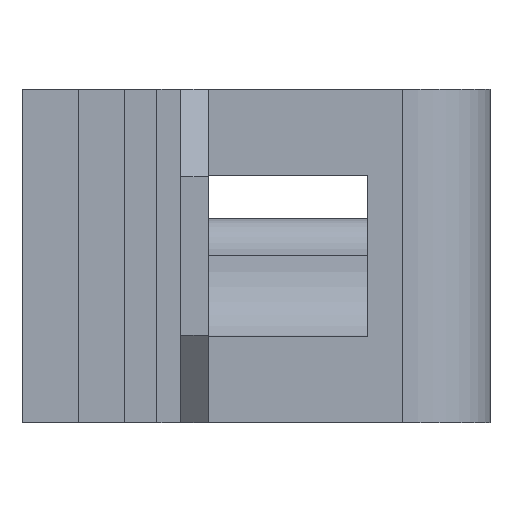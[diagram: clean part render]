
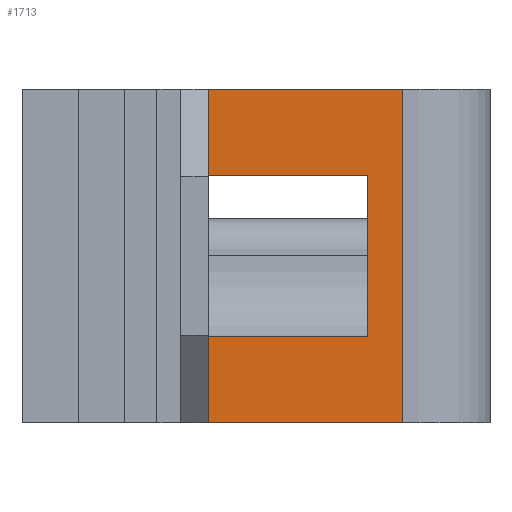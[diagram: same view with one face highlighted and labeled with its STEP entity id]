
A CAD part, front view. The second image highlights one B-rep face of the part: STEP entity #1713.
In plain terms, the highlighted planar face has unit normal (0, -1, 0).
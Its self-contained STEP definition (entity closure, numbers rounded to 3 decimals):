
#32 = PLANE('',#33);
#33 = AXIS2_PLACEMENT_3D('',#34,#35,#36);
#34 = CARTESIAN_POINT('',(-18.554,11.515,
    0.));
#35 = DIRECTION('',(0.,0.,-1.));
#36 = DIRECTION('',(0.,-1.,0.));
#141 = VERTEX_POINT('',#142);
#142 = CARTESIAN_POINT('',(0.,-11.,0.));
#157 = CYLINDRICAL_SURFACE('',#158,11.);
#158 = AXIS2_PLACEMENT_3D('',#159,#160,#161);
#159 = CARTESIAN_POINT('',(0.,0.,0.));
#160 = DIRECTION('',(0.,0.,-1.));
#161 = DIRECTION('',(1.,0.,0.));
#169 = EDGE_CURVE('',#141,#170,#172,.T.);
#170 = VERTEX_POINT('',#171);
#171 = CARTESIAN_POINT('',(-24.5,-11.,0.));
#172 = SURFACE_CURVE('',#173,(#177,#184),.PCURVE_S1.);
#173 = LINE('',#174,#175);
#174 = CARTESIAN_POINT('',(0.,-11.,0.));
#175 = VECTOR('',#176,1.);
#176 = DIRECTION('',(-1.,-0.,0.));
#177 = PCURVE('',#32,#178);
#178 = DEFINITIONAL_REPRESENTATION('',(#179),#183);
#179 = LINE('',#180,#181);
#180 = CARTESIAN_POINT('',(22.515,-18.554));
#181 = VECTOR('',#182,1.);
#182 = DIRECTION('',(0.,1.));
#183 = ( GEOMETRIC_REPRESENTATION_CONTEXT(2) 
PARAMETRIC_REPRESENTATION_CONTEXT() REPRESENTATION_CONTEXT('2D SPACE',''
  ) );
#184 = PCURVE('',#185,#190);
#185 = PLANE('',#186);
#186 = AXIS2_PLACEMENT_3D('',#187,#188,#189);
#187 = CARTESIAN_POINT('',(0.,-11.,0.));
#188 = DIRECTION('',(0.,-1.,0.));
#189 = DIRECTION('',(-1.,0.,0.));
#190 = DEFINITIONAL_REPRESENTATION('',(#191),#195);
#191 = LINE('',#192,#193);
#192 = CARTESIAN_POINT('',(0.,-0.));
#193 = VECTOR('',#194,1.);
#194 = DIRECTION('',(1.,0.));
#195 = ( GEOMETRIC_REPRESENTATION_CONTEXT(2) 
PARAMETRIC_REPRESENTATION_CONTEXT() REPRESENTATION_CONTEXT('2D SPACE',''
  ) );
#213 = PLANE('',#214);
#214 = AXIS2_PLACEMENT_3D('',#215,#216,#217);
#215 = CARTESIAN_POINT('',(-24.5,-11.,0.));
#216 = DIRECTION('',(1.,0.,0.));
#217 = DIRECTION('',(0.,-1.,0.));
#785 = PLANE('',#786);
#786 = AXIS2_PLACEMENT_3D('',#787,#788,#789);
#787 = CARTESIAN_POINT('',(-18.554,11.515,42.));
#788 = DIRECTION('',(0.,0.,-1.));
#789 = DIRECTION('',(0.,-1.,0.));
#1620 = VERTEX_POINT('',#1621);
#1621 = CARTESIAN_POINT('',(0.,-11.,42.));
#1643 = EDGE_CURVE('',#141,#1620,#1644,.T.);
#1644 = SURFACE_CURVE('',#1645,(#1649,#1656),.PCURVE_S1.);
#1645 = LINE('',#1646,#1647);
#1646 = CARTESIAN_POINT('',(0.,-11.,0.)
  );
#1647 = VECTOR('',#1648,1.);
#1648 = DIRECTION('',(0.,0.,1.));
#1649 = PCURVE('',#157,#1650);
#1650 = DEFINITIONAL_REPRESENTATION('',(#1651),#1655);
#1651 = LINE('',#1652,#1653);
#1652 = CARTESIAN_POINT('',(7.854,0.));
#1653 = VECTOR('',#1654,1.);
#1654 = DIRECTION('',(0.,-1.));
#1655 = ( GEOMETRIC_REPRESENTATION_CONTEXT(2) 
PARAMETRIC_REPRESENTATION_CONTEXT() REPRESENTATION_CONTEXT('2D SPACE',''
  ) );
#1656 = PCURVE('',#185,#1657);
#1657 = DEFINITIONAL_REPRESENTATION('',(#1658),#1662);
#1658 = LINE('',#1659,#1660);
#1659 = CARTESIAN_POINT('',(0.,-0.));
#1660 = VECTOR('',#1661,1.);
#1661 = DIRECTION('',(0.,-1.));
#1662 = ( GEOMETRIC_REPRESENTATION_CONTEXT(2) 
PARAMETRIC_REPRESENTATION_CONTEXT() REPRESENTATION_CONTEXT('2D SPACE',''
  ) );
#1713 = ADVANCED_FACE('',(#1714),#185,.T.);
#1714 = FACE_BOUND('',#1715,.T.);
#1715 = EDGE_LOOP('',(#1716,#1717,#1718,#1741,#1764,#1792,#1820,#1848));
#1716 = ORIENTED_EDGE('',*,*,#169,.F.);
#1717 = ORIENTED_EDGE('',*,*,#1643,.T.);
#1718 = ORIENTED_EDGE('',*,*,#1719,.T.);
#1719 = EDGE_CURVE('',#1620,#1720,#1722,.T.);
#1720 = VERTEX_POINT('',#1721);
#1721 = CARTESIAN_POINT('',(-24.5,-11.,42.));
#1722 = SURFACE_CURVE('',#1723,(#1727,#1734),.PCURVE_S1.);
#1723 = LINE('',#1724,#1725);
#1724 = CARTESIAN_POINT('',(0.,-11.,42.));
#1725 = VECTOR('',#1726,1.);
#1726 = DIRECTION('',(-1.,-0.,0.));
#1727 = PCURVE('',#185,#1728);
#1728 = DEFINITIONAL_REPRESENTATION('',(#1729),#1733);
#1729 = LINE('',#1730,#1731);
#1730 = CARTESIAN_POINT('',(0.,-42.));
#1731 = VECTOR('',#1732,1.);
#1732 = DIRECTION('',(1.,0.));
#1733 = ( GEOMETRIC_REPRESENTATION_CONTEXT(2) 
PARAMETRIC_REPRESENTATION_CONTEXT() REPRESENTATION_CONTEXT('2D SPACE',''
  ) );
#1734 = PCURVE('',#785,#1735);
#1735 = DEFINITIONAL_REPRESENTATION('',(#1736),#1740);
#1736 = LINE('',#1737,#1738);
#1737 = CARTESIAN_POINT('',(22.515,-18.554));
#1738 = VECTOR('',#1739,1.);
#1739 = DIRECTION('',(0.,1.));
#1740 = ( GEOMETRIC_REPRESENTATION_CONTEXT(2) 
PARAMETRIC_REPRESENTATION_CONTEXT() REPRESENTATION_CONTEXT('2D SPACE',''
  ) );
#1741 = ORIENTED_EDGE('',*,*,#1742,.F.);
#1742 = EDGE_CURVE('',#1743,#1720,#1745,.T.);
#1743 = VERTEX_POINT('',#1744);
#1744 = CARTESIAN_POINT('',(-24.5,-11.,31.1));
#1745 = SURFACE_CURVE('',#1746,(#1750,#1757),.PCURVE_S1.);
#1746 = LINE('',#1747,#1748);
#1747 = CARTESIAN_POINT('',(-24.5,-11.,0.));
#1748 = VECTOR('',#1749,1.);
#1749 = DIRECTION('',(0.,0.,1.));
#1750 = PCURVE('',#185,#1751);
#1751 = DEFINITIONAL_REPRESENTATION('',(#1752),#1756);
#1752 = LINE('',#1753,#1754);
#1753 = CARTESIAN_POINT('',(24.5,0.));
#1754 = VECTOR('',#1755,1.);
#1755 = DIRECTION('',(0.,-1.));
#1756 = ( GEOMETRIC_REPRESENTATION_CONTEXT(2) 
PARAMETRIC_REPRESENTATION_CONTEXT() REPRESENTATION_CONTEXT('2D SPACE',''
  ) );
#1757 = PCURVE('',#213,#1758);
#1758 = DEFINITIONAL_REPRESENTATION('',(#1759),#1763);
#1759 = LINE('',#1760,#1761);
#1760 = CARTESIAN_POINT('',(0.,0.));
#1761 = VECTOR('',#1762,1.);
#1762 = DIRECTION('',(0.,-1.));
#1763 = ( GEOMETRIC_REPRESENTATION_CONTEXT(2) 
PARAMETRIC_REPRESENTATION_CONTEXT() REPRESENTATION_CONTEXT('2D SPACE',''
  ) );
#1764 = ORIENTED_EDGE('',*,*,#1765,.T.);
#1765 = EDGE_CURVE('',#1743,#1766,#1768,.T.);
#1766 = VERTEX_POINT('',#1767);
#1767 = CARTESIAN_POINT('',(-4.4,-11.,31.1));
#1768 = SURFACE_CURVE('',#1769,(#1773,#1780),.PCURVE_S1.);
#1769 = LINE('',#1770,#1771);
#1770 = CARTESIAN_POINT('',(-24.6,-11.,31.1));
#1771 = VECTOR('',#1772,1.);
#1772 = DIRECTION('',(1.,0.,0.));
#1773 = PCURVE('',#185,#1774);
#1774 = DEFINITIONAL_REPRESENTATION('',(#1775),#1779);
#1775 = LINE('',#1776,#1777);
#1776 = CARTESIAN_POINT('',(24.6,-31.1));
#1777 = VECTOR('',#1778,1.);
#1778 = DIRECTION('',(-1.,-0.));
#1779 = ( GEOMETRIC_REPRESENTATION_CONTEXT(2) 
PARAMETRIC_REPRESENTATION_CONTEXT() REPRESENTATION_CONTEXT('2D SPACE',''
  ) );
#1780 = PCURVE('',#1781,#1786);
#1781 = PLANE('',#1782);
#1782 = AXIS2_PLACEMENT_3D('',#1783,#1784,#1785);
#1783 = CARTESIAN_POINT('',(-24.6,-11.,31.1));
#1784 = DIRECTION('',(0.,0.,-1.));
#1785 = DIRECTION('',(1.,0.,0.));
#1786 = DEFINITIONAL_REPRESENTATION('',(#1787),#1791);
#1787 = LINE('',#1788,#1789);
#1788 = CARTESIAN_POINT('',(0.,0.));
#1789 = VECTOR('',#1790,1.);
#1790 = DIRECTION('',(1.,0.));
#1791 = ( GEOMETRIC_REPRESENTATION_CONTEXT(2) 
PARAMETRIC_REPRESENTATION_CONTEXT() REPRESENTATION_CONTEXT('2D SPACE',''
  ) );
#1792 = ORIENTED_EDGE('',*,*,#1793,.T.);
#1793 = EDGE_CURVE('',#1766,#1794,#1796,.T.);
#1794 = VERTEX_POINT('',#1795);
#1795 = CARTESIAN_POINT('',(-4.4,-11.,10.9));
#1796 = SURFACE_CURVE('',#1797,(#1801,#1808),.PCURVE_S1.);
#1797 = LINE('',#1798,#1799);
#1798 = CARTESIAN_POINT('',(-4.4,-11.,31.1));
#1799 = VECTOR('',#1800,1.);
#1800 = DIRECTION('',(0.,0.,-1.));
#1801 = PCURVE('',#185,#1802);
#1802 = DEFINITIONAL_REPRESENTATION('',(#1803),#1807);
#1803 = LINE('',#1804,#1805);
#1804 = CARTESIAN_POINT('',(4.4,-31.1));
#1805 = VECTOR('',#1806,1.);
#1806 = DIRECTION('',(-0.,1.));
#1807 = ( GEOMETRIC_REPRESENTATION_CONTEXT(2) 
PARAMETRIC_REPRESENTATION_CONTEXT() REPRESENTATION_CONTEXT('2D SPACE',''
  ) );
#1808 = PCURVE('',#1809,#1814);
#1809 = PLANE('',#1810);
#1810 = AXIS2_PLACEMENT_3D('',#1811,#1812,#1813);
#1811 = CARTESIAN_POINT('',(-4.4,-11.,31.1));
#1812 = DIRECTION('',(-1.,0.,0.));
#1813 = DIRECTION('',(0.,0.,-1.));
#1814 = DEFINITIONAL_REPRESENTATION('',(#1815),#1819);
#1815 = LINE('',#1816,#1817);
#1816 = CARTESIAN_POINT('',(0.,0.));
#1817 = VECTOR('',#1818,1.);
#1818 = DIRECTION('',(1.,0.));
#1819 = ( GEOMETRIC_REPRESENTATION_CONTEXT(2) 
PARAMETRIC_REPRESENTATION_CONTEXT() REPRESENTATION_CONTEXT('2D SPACE',''
  ) );
#1820 = ORIENTED_EDGE('',*,*,#1821,.T.);
#1821 = EDGE_CURVE('',#1794,#1822,#1824,.T.);
#1822 = VERTEX_POINT('',#1823);
#1823 = CARTESIAN_POINT('',(-24.5,-11.,10.9));
#1824 = SURFACE_CURVE('',#1825,(#1829,#1836),.PCURVE_S1.);
#1825 = LINE('',#1826,#1827);
#1826 = CARTESIAN_POINT('',(-4.4,-11.,10.9));
#1827 = VECTOR('',#1828,1.);
#1828 = DIRECTION('',(-1.,0.,0.));
#1829 = PCURVE('',#185,#1830);
#1830 = DEFINITIONAL_REPRESENTATION('',(#1831),#1835);
#1831 = LINE('',#1832,#1833);
#1832 = CARTESIAN_POINT('',(4.4,-10.9));
#1833 = VECTOR('',#1834,1.);
#1834 = DIRECTION('',(1.,0.));
#1835 = ( GEOMETRIC_REPRESENTATION_CONTEXT(2) 
PARAMETRIC_REPRESENTATION_CONTEXT() REPRESENTATION_CONTEXT('2D SPACE',''
  ) );
#1836 = PCURVE('',#1837,#1842);
#1837 = PLANE('',#1838);
#1838 = AXIS2_PLACEMENT_3D('',#1839,#1840,#1841);
#1839 = CARTESIAN_POINT('',(-4.4,-11.,10.9));
#1840 = DIRECTION('',(0.,0.,1.));
#1841 = DIRECTION('',(-1.,0.,0.));
#1842 = DEFINITIONAL_REPRESENTATION('',(#1843),#1847);
#1843 = LINE('',#1844,#1845);
#1844 = CARTESIAN_POINT('',(0.,0.));
#1845 = VECTOR('',#1846,1.);
#1846 = DIRECTION('',(1.,0.));
#1847 = ( GEOMETRIC_REPRESENTATION_CONTEXT(2) 
PARAMETRIC_REPRESENTATION_CONTEXT() REPRESENTATION_CONTEXT('2D SPACE',''
  ) );
#1848 = ORIENTED_EDGE('',*,*,#1849,.F.);
#1849 = EDGE_CURVE('',#170,#1822,#1850,.T.);
#1850 = SURFACE_CURVE('',#1851,(#1855,#1862),.PCURVE_S1.);
#1851 = LINE('',#1852,#1853);
#1852 = CARTESIAN_POINT('',(-24.5,-11.,0.));
#1853 = VECTOR('',#1854,1.);
#1854 = DIRECTION('',(0.,0.,1.));
#1855 = PCURVE('',#185,#1856);
#1856 = DEFINITIONAL_REPRESENTATION('',(#1857),#1861);
#1857 = LINE('',#1858,#1859);
#1858 = CARTESIAN_POINT('',(24.5,0.));
#1859 = VECTOR('',#1860,1.);
#1860 = DIRECTION('',(0.,-1.));
#1861 = ( GEOMETRIC_REPRESENTATION_CONTEXT(2) 
PARAMETRIC_REPRESENTATION_CONTEXT() REPRESENTATION_CONTEXT('2D SPACE',''
  ) );
#1862 = PCURVE('',#213,#1863);
#1863 = DEFINITIONAL_REPRESENTATION('',(#1864),#1868);
#1864 = LINE('',#1865,#1866);
#1865 = CARTESIAN_POINT('',(0.,0.));
#1866 = VECTOR('',#1867,1.);
#1867 = DIRECTION('',(0.,-1.));
#1868 = ( GEOMETRIC_REPRESENTATION_CONTEXT(2) 
PARAMETRIC_REPRESENTATION_CONTEXT() REPRESENTATION_CONTEXT('2D SPACE',''
  ) );
